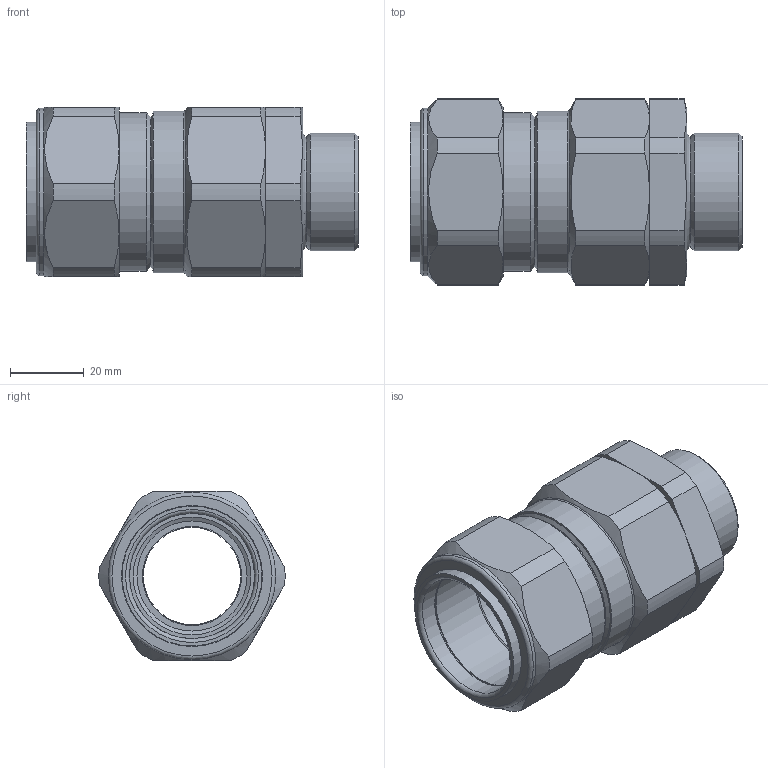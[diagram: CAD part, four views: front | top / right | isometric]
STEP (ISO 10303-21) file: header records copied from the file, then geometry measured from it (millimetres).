
FILE_DESCRIPTION (( 'STEP AP203' ), '1' );
FILE_NAME ('32C2K1RA.STEP', '2018-02-26T11:32:55', ( '' ), ( '' ), 'SwSTEP 2.0', 'SolidWorks 2017', '' );
FILE_SCHEMA (( 'CONFIG_CONTROL_DESIGN' ));
Length unit declared in the file: millimetre
Products named in the file (1): 32C2K1RA
Bounding box: 90.25 x 50.58 x 46 mm (x, y, z)
Surface area: 22432.5 mm2 (no closed solid volume)
Topology: 0 solids, 6 shells, 82 faces, 202 edges, 128 vertices
Faces by surface type: cylinder 27, plane 26, cone 25, torus 4
Full cylindrical faces by diameter (mm): 26.45 x1, 29.95 x1, 32 x1, 34 x1, 34.1 x1, 40.718 x1, 43 x1, 44 x1, 45.5 x1
Entity records: 2581 total; most frequent: CARTESIAN_POINT 731, DIRECTION 378, ORIENTED_EDGE 321, EDGE_CURVE 169, AXIS2_PLACEMENT_3D 168, VERTEX_POINT 121, EDGE_LOOP 116, FACE_OUTER_BOUND 95
